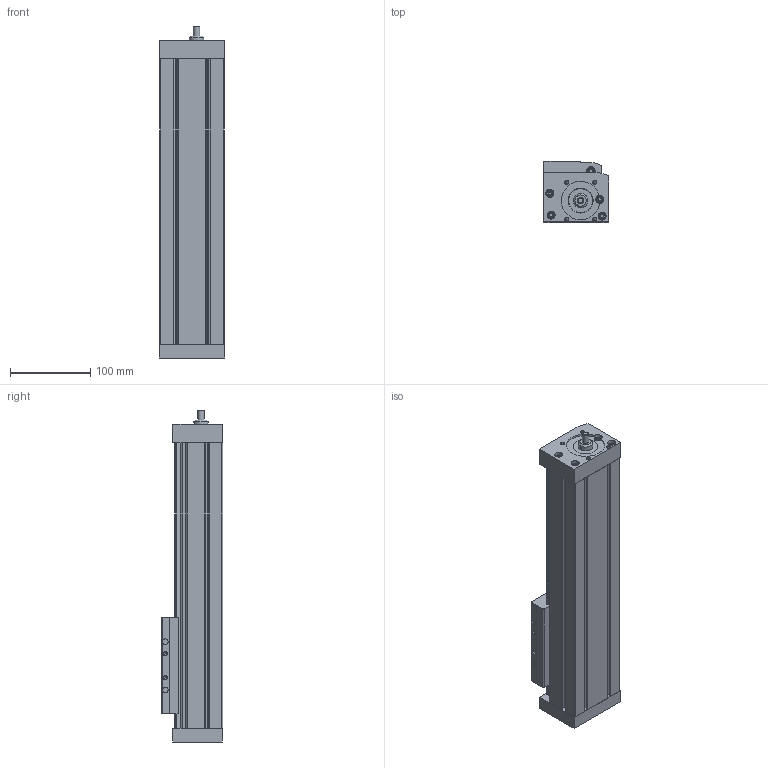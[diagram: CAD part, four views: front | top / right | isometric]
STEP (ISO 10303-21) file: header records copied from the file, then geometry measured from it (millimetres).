
FILE_DESCRIPTION(/* description */ ('STEP AP214'),/* implementation_level */ '2;1');
FILE_NAME(/* name */ '3013540_EGC-80-200-BS-20P-KF-0H-ML-GK',/* time_stamp */ '2024-08-27T12:54:25+02:00',/* author */ ('License CC BY-ND 4.0'),/* organization */ ('CADENAS'),/* preprocessor_version */ 'ST-DEVELOPER v19.3',/* originating_system */ 'PARTsolutions',/* authorisation */ ' ');
FILE_SCHEMA (('AUTOMOTIVE_DESIGN {1 0 10303 214 3 1 1}'));
Length unit declared in the file: millimetre
Products named in the file (6): 3013540 EGC-80-200-BS-20P-KF-0H-ML-GK---(0); EGC-80-BS35678GK0--0-ML--0_0_R0L22000; EGC-80-BS-KF_(Deckel LI2_0); EGC-80-BS-KF_(Deckel RE1_0); EGC-80-GK-GPBS1----(0); DIN-913 - M6x6
Assembly tree (5 placements, depth 2):
  3013540 EGC-80-200-BS-20P-KF-0H-ML-GK---(0)
    EGC-80-BS35678GK0--0-ML--0_0_R0L22000
    EGC-80-BS-KF_(Deckel LI2_0)
    EGC-80-BS-KF_(Deckel RE1_0)
    EGC-80-GK-GPBS1----(0)
    DIN-913 - M6x6
Bounding box: 82 x 76.5 x 414 mm (x, y, z)
Volume: 1765972.8 mm3; surface area: 217135.3 mm2
Topology: 5 solids, 5 shells, 481 faces, 1156 edges, 747 vertices
Faces by surface type: plane 268, cylinder 141, cone 71, sphere 1
Full cylindrical faces by diameter (mm): 1.1 x1, 2 x2, 3.242 x2, 4 x1, 4.134 x16, 4.917 x3, 5 x2, 5.7 x2, 6 x1, 7 x2, 8 x1, 8.5 x9, 9 x5, 10 x8, 11 x1, 18 x1, 19 x1, 26 x1, 30 x2, 33.7 x2
Entity records: 14716 total; most frequent: CARTESIAN_POINT 2445, DIRECTION 2262, ORIENTED_EDGE 1986, EDGE_CURVE 993, AXIS2_PLACEMENT_3D 842, VERTEX_POINT 725, FACE_BOUND 684, EDGE_LOOP 672
